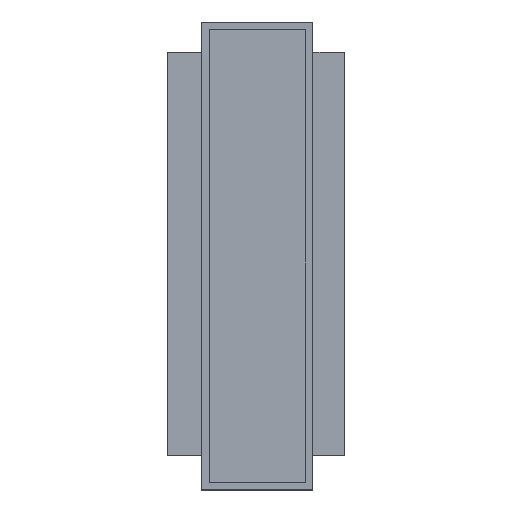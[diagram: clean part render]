
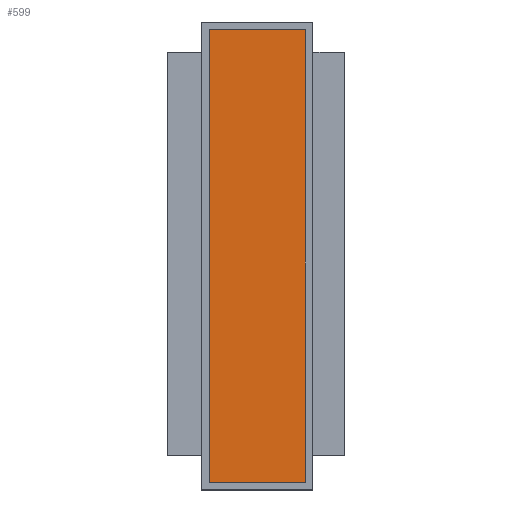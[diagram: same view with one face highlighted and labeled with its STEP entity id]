
A CAD part, top view. The second image highlights one B-rep face of the part: STEP entity #599.
In plain terms, the highlighted planar face has unit normal (0, 0, 1).
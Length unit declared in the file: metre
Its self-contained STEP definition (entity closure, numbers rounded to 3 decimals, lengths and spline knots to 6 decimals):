
#156=ORIENTED_EDGE('',*,*,#244,.F.);
#157=ORIENTED_EDGE('',*,*,#243,.F.);
#158=ORIENTED_EDGE('',*,*,#241,.F.);
#159=ORIENTED_EDGE('',*,*,#239,.F.);
#239=EDGE_CURVE('',#299,#298,#359,.T.);
#241=EDGE_CURVE('',#298,#300,#361,.T.);
#243=EDGE_CURVE('',#300,#301,#363,.T.);
#244=EDGE_CURVE('',#301,#299,#364,.T.);
#298=VERTEX_POINT('',#953);
#299=VERTEX_POINT('',#955);
#300=VERTEX_POINT('',#959);
#301=VERTEX_POINT('',#963);
#359=LINE('',#956,#427);
#361=LINE('',#960,#429);
#363=LINE('',#964,#431);
#364=LINE('',#966,#432);
#427=VECTOR('',#784,1.);
#429=VECTOR('',#788,1.);
#431=VECTOR('',#792,1.);
#432=VECTOR('',#795,1.);
#483=EDGE_LOOP('',(#156,#157,#158,#159));
#531=FACE_BOUND('',#483,.T.);
#563=PLANE('',#656);
#599=ADVANCED_FACE('',(#531),#563,.F.);
#656=AXIS2_PLACEMENT_3D('',#979,#809,#810);
#784=DIRECTION('',(-1.,0.,0.));
#788=DIRECTION('',(0.,1.,0.));
#792=DIRECTION('',(1.,0.,0.));
#795=DIRECTION('',(0.,-1.,0.));
#809=DIRECTION('',(0.,0.,-1.));
#810=DIRECTION('',(1.,0.,0.));
#953=CARTESIAN_POINT('',(-0.00639,-0.030085,-0.0016));
#955=CARTESIAN_POINT('',(0.00639,-0.030085,-0.0016));
#956=CARTESIAN_POINT('',(0.,-0.030085,-0.0016));
#959=CARTESIAN_POINT('',(-0.00639,0.030085,-0.0016));
#960=CARTESIAN_POINT('',(-0.00639,0.,-0.0016));
#963=CARTESIAN_POINT('',(0.00639,0.030085,-0.0016));
#964=CARTESIAN_POINT('',(0.,0.030085,-0.0016));
#966=CARTESIAN_POINT('',(0.00639,0.,-0.0016));
#979=CARTESIAN_POINT('',(0.,0.,-0.0016));
